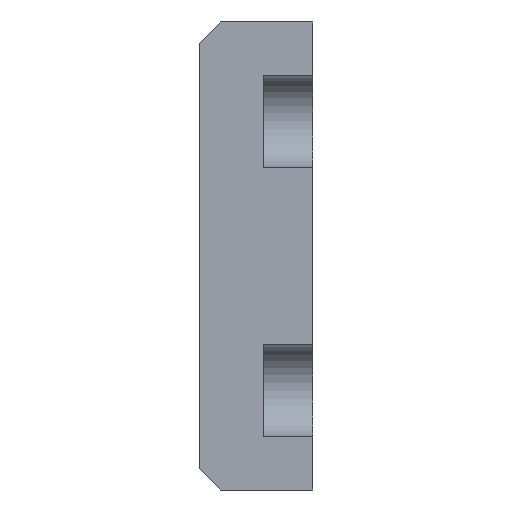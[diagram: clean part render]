
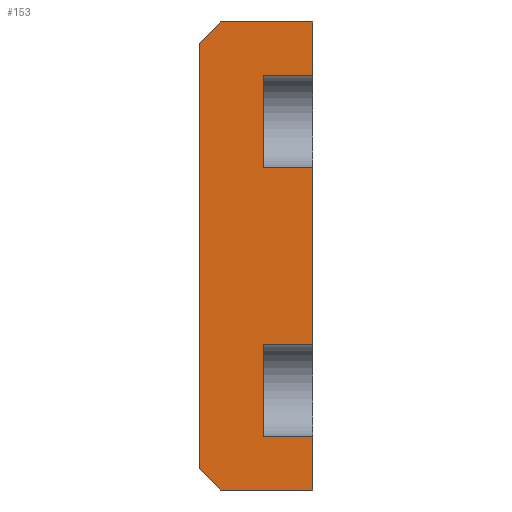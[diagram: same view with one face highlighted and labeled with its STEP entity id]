
A CAD part, left-side view. The second image highlights one B-rep face of the part: STEP entity #153.
In plain terms, the highlighted planar face has unit normal (-1, 0, 0).
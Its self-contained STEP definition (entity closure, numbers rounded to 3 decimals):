
#14 = CARTESIAN_POINT ( 'NONE',  ( -57., 16., -30. ) ) ;
#28 = CARTESIAN_POINT ( 'NONE',  ( -57., 7., -25.5 ) ) ;
#67 = ORIENTED_EDGE ( 'NONE', *, *, #1574, .F. ) ;
#75 = CARTESIAN_POINT ( 'NONE',  ( -57., 0., -30. ) ) ;
#87 = LINE ( 'NONE', #75, #611 ) ;
#113 = VECTOR ( 'NONE', #1153, 1000. ) ;
#116 = VERTEX_POINT ( 'NONE', #1274 ) ;
#119 = DIRECTION ( 'NONE',  ( 0., -0.707, -0.707 ) ) ;
#132 = CARTESIAN_POINT ( 'NONE',  ( -57., 0., -25.5 ) ) ;
#147 = LINE ( 'NONE', #1966, #2204 ) ;
#153 = ADVANCED_FACE ( 'NONE', ( #2056 ), #2473, .F. ) ;
#196 = LINE ( 'NONE', #1747, #113 ) ;
#217 = DIRECTION ( 'NONE',  ( 0., 0., -1. ) ) ;
#240 = ORIENTED_EDGE ( 'NONE', *, *, #635, .T. ) ;
#250 = LINE ( 'NONE', #28, #2076 ) ;
#254 = DIRECTION ( 'NONE',  ( 0., -1., 0. ) ) ;
#277 = VERTEX_POINT ( 'NONE', #404 ) ;
#278 = CARTESIAN_POINT ( 'NONE',  ( -57., 7., 12.5 ) ) ;
#324 = ORIENTED_EDGE ( 'NONE', *, *, #2096, .T. ) ;
#331 = VERTEX_POINT ( 'NONE', #2003 ) ;
#398 = CARTESIAN_POINT ( 'NONE',  ( -57., 16., 33. ) ) ;
#404 = CARTESIAN_POINT ( 'NONE',  ( -57., 16., 30. ) ) ;
#427 = DIRECTION ( 'NONE',  ( 0., -1., 0. ) ) ;
#443 = DIRECTION ( 'NONE',  ( 0., 0.707, -0.707 ) ) ;
#447 = VERTEX_POINT ( 'NONE', #14 ) ;
#453 = DIRECTION ( 'NONE',  ( 0., -1., 0. ) ) ;
#476 = ORIENTED_EDGE ( 'NONE', *, *, #907, .F. ) ;
#519 = DIRECTION ( 'NONE',  ( 0., 0., 1. ) ) ;
#547 = LINE ( 'NONE', #1590, #2265 ) ;
#549 = VERTEX_POINT ( 'NONE', #1385 ) ;
#559 = CARTESIAN_POINT ( 'NONE',  ( -57., 13., 33. ) ) ;
#584 = EDGE_CURVE ( 'NONE', #2326, #2304, #547, .T. ) ;
#596 = CARTESIAN_POINT ( 'NONE',  ( -57., 0., -30. ) ) ;
#611 = VECTOR ( 'NONE', #1598, 1000. ) ;
#635 = EDGE_CURVE ( 'NONE', #116, #1620, #87, .T. ) ;
#661 = CARTESIAN_POINT ( 'NONE',  ( -57., 7., 25.5 ) ) ;
#694 = LINE ( 'NONE', #398, #1193 ) ;
#695 = VECTOR ( 'NONE', #453, 1000. ) ;
#754 = VECTOR ( 'NONE', #878, 1000. ) ;
#760 = ORIENTED_EDGE ( 'NONE', *, *, #1248, .F. ) ;
#763 = DIRECTION ( 'NONE',  ( 1., 0., 0. ) ) ;
#773 = EDGE_CURVE ( 'NONE', #447, #2082, #1871, .T. ) ;
#783 = VECTOR ( 'NONE', #254, 1000. ) ;
#788 = CARTESIAN_POINT ( 'NONE',  ( -57., 0., 12.5 ) ) ;
#808 = DIRECTION ( 'NONE',  ( 0., 0., -1. ) ) ;
#838 = LINE ( 'NONE', #2011, #1475 ) ;
#878 = DIRECTION ( 'NONE',  ( 0., -1., 0. ) ) ;
#882 = ORIENTED_EDGE ( 'NONE', *, *, #1341, .F. ) ;
#907 = EDGE_CURVE ( 'NONE', #447, #277, #1070, .T. ) ;
#945 = VECTOR ( 'NONE', #519, 1000. ) ;
#987 = CARTESIAN_POINT ( 'NONE',  ( -57., 0., 25.5 ) ) ;
#991 = ORIENTED_EDGE ( 'NONE', *, *, #1137, .F. ) ;
#1070 = LINE ( 'NONE', #1096, #945 ) ;
#1081 = EDGE_CURVE ( 'NONE', #1996, #277, #1356, .T. ) ;
#1084 = EDGE_CURVE ( 'NONE', #1242, #1793, #1199, .T. ) ;
#1086 = CARTESIAN_POINT ( 'NONE',  ( -57., 7., 12.5 ) ) ;
#1096 = CARTESIAN_POINT ( 'NONE',  ( -57., 16., -30. ) ) ;
#1136 = VECTOR ( 'NONE', #443, 1000. ) ;
#1137 = EDGE_CURVE ( 'NONE', #1242, #1238, #147, .T. ) ;
#1153 = DIRECTION ( 'NONE',  ( 0., 0., 1. ) ) ;
#1157 = AXIS2_PLACEMENT_3D ( 'NONE', #1346, #763, #1517 ) ;
#1193 = VECTOR ( 'NONE', #427, 1000. ) ;
#1199 = LINE ( 'NONE', #2125, #783 ) ;
#1238 = VERTEX_POINT ( 'NONE', #278 ) ;
#1242 = VERTEX_POINT ( 'NONE', #661 ) ;
#1248 = EDGE_CURVE ( 'NONE', #549, #2082, #838, .T. ) ;
#1274 = CARTESIAN_POINT ( 'NONE',  ( -57., 0., -12.5 ) ) ;
#1335 = ORIENTED_EDGE ( 'NONE', *, *, #584, .F. ) ;
#1341 = EDGE_CURVE ( 'NONE', #1238, #1620, #1866, .T. ) ;
#1346 = CARTESIAN_POINT ( 'NONE',  ( -57., 16., -30. ) ) ;
#1356 = LINE ( 'NONE', #2115, #1136 ) ;
#1367 = ORIENTED_EDGE ( 'NONE', *, *, #2132, .F. ) ;
#1382 = CARTESIAN_POINT ( 'NONE',  ( -57., 7., -12.5 ) ) ;
#1385 = CARTESIAN_POINT ( 'NONE',  ( -57., 0., -33. ) ) ;
#1412 = CARTESIAN_POINT ( 'NONE',  ( -57., 7., -25.5 ) ) ;
#1475 = VECTOR ( 'NONE', #2194, 1000. ) ;
#1480 = ORIENTED_EDGE ( 'NONE', *, *, #1084, .T. ) ;
#1517 = DIRECTION ( 'NONE',  ( 0., 0., -1. ) ) ;
#1574 = EDGE_CURVE ( 'NONE', #2256, #2326, #250, .T. ) ;
#1590 = CARTESIAN_POINT ( 'NONE',  ( -57., 7., -25.5 ) ) ;
#1598 = DIRECTION ( 'NONE',  ( 0., 0., 1. ) ) ;
#1617 = ORIENTED_EDGE ( 'NONE', *, *, #1815, .T. ) ;
#1620 = VERTEX_POINT ( 'NONE', #788 ) ;
#1652 = EDGE_CURVE ( 'NONE', #549, #2304, #196, .T. ) ;
#1720 = ORIENTED_EDGE ( 'NONE', *, *, #773, .T. ) ;
#1747 = CARTESIAN_POINT ( 'NONE',  ( -57., 0., -30. ) ) ;
#1755 = LINE ( 'NONE', #1981, #695 ) ;
#1782 = EDGE_LOOP ( 'NONE', ( #1367, #2007, #476, #1720, #760, #2215, #1335, #67, #1617, #240, #882, #991, #1480, #324 ) ) ;
#1793 = VERTEX_POINT ( 'NONE', #987 ) ;
#1815 = EDGE_CURVE ( 'NONE', #2256, #116, #1755, .T. ) ;
#1866 = LINE ( 'NONE', #1086, #754 ) ;
#1871 = LINE ( 'NONE', #2033, #2054 ) ;
#1926 = VECTOR ( 'NONE', #2112, 1000. ) ;
#1932 = CARTESIAN_POINT ( 'NONE',  ( -57., 13., -33. ) ) ;
#1966 = CARTESIAN_POINT ( 'NONE',  ( -57., 7., 12.5 ) ) ;
#1969 = DIRECTION ( 'NONE',  ( 0., -1., 0. ) ) ;
#1981 = CARTESIAN_POINT ( 'NONE',  ( -57., 7., -12.5 ) ) ;
#1996 = VERTEX_POINT ( 'NONE', #559 ) ;
#2003 = CARTESIAN_POINT ( 'NONE',  ( -57., 0., 33. ) ) ;
#2007 = ORIENTED_EDGE ( 'NONE', *, *, #1081, .T. ) ;
#2011 = CARTESIAN_POINT ( 'NONE',  ( -57., 0., -33. ) ) ;
#2033 = CARTESIAN_POINT ( 'NONE',  ( -57., 13., -33. ) ) ;
#2045 = LINE ( 'NONE', #596, #1926 ) ;
#2054 = VECTOR ( 'NONE', #119, 1000. ) ;
#2056 = FACE_OUTER_BOUND ( 'NONE', #1782, .T. ) ;
#2076 = VECTOR ( 'NONE', #217, 1000. ) ;
#2082 = VERTEX_POINT ( 'NONE', #1932 ) ;
#2096 = EDGE_CURVE ( 'NONE', #1793, #331, #2045, .T. ) ;
#2112 = DIRECTION ( 'NONE',  ( 0., 0., 1. ) ) ;
#2115 = CARTESIAN_POINT ( 'NONE',  ( -57., 13., 33. ) ) ;
#2125 = CARTESIAN_POINT ( 'NONE',  ( -57., 7., 25.5 ) ) ;
#2132 = EDGE_CURVE ( 'NONE', #1996, #331, #694, .T. ) ;
#2194 = DIRECTION ( 'NONE',  ( 0., 1., 0. ) ) ;
#2204 = VECTOR ( 'NONE', #808, 1000. ) ;
#2215 = ORIENTED_EDGE ( 'NONE', *, *, #1652, .T. ) ;
#2256 = VERTEX_POINT ( 'NONE', #1382 ) ;
#2265 = VECTOR ( 'NONE', #1969, 1000. ) ;
#2304 = VERTEX_POINT ( 'NONE', #132 ) ;
#2326 = VERTEX_POINT ( 'NONE', #1412 ) ;
#2473 = PLANE ( 'NONE',  #1157 ) ;
